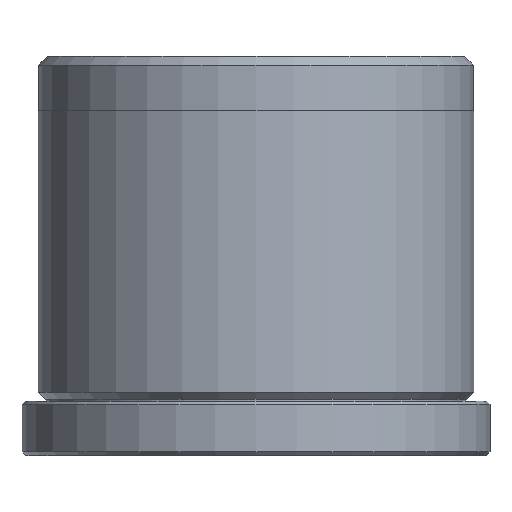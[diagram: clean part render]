
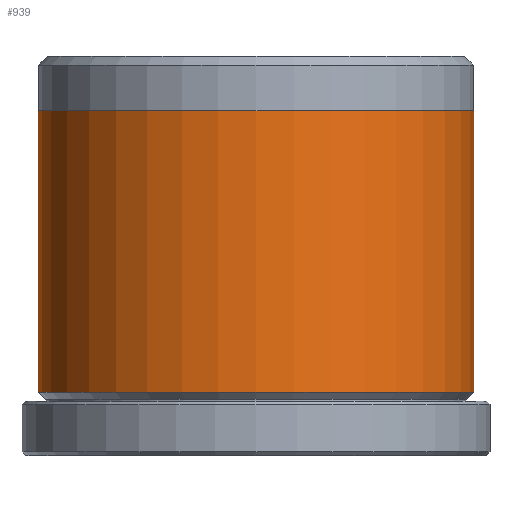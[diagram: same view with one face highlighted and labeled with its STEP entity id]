
A CAD part, front view. The second image highlights one B-rep face of the part: STEP entity #939.
In plain terms, the highlighted cylindrical face has radius 12 mm (diameter 24 mm), a partial arc.
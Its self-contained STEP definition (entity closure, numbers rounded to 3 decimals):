
#215 = VERTEX_POINT ( 'NONE', #2277 ) ;
#227 = AXIS2_PLACEMENT_3D ( 'NONE', #1467, #1514, #1453 ) ;
#228 = VECTOR ( 'NONE', #389, 1000. ) ;
#348 = VERTEX_POINT ( 'NONE', #1505 ) ;
#376 = VERTEX_POINT ( 'NONE', #1520 ) ;
#389 = DIRECTION ( 'NONE',  ( 0., 0., -1. ) ) ;
#460 = ORIENTED_EDGE ( 'NONE', *, *, #2166, .F. ) ;
#467 = CIRCLE ( 'NONE', #1020, 12. ) ;
#498 = CARTESIAN_POINT ( 'NONE',  ( -12., 0., 3.5 ) ) ;
#515 = EDGE_CURVE ( 'NONE', #215, #579, #1375, .T. ) ;
#523 = FACE_OUTER_BOUND ( 'NONE', #1175, .T. ) ;
#564 = CARTESIAN_POINT ( 'NONE',  ( 12., 0., 22. ) ) ;
#579 = VERTEX_POINT ( 'NONE', #498 ) ;
#674 = EDGE_CURVE ( 'NONE', #376, #579, #1511, .T. ) ;
#686 = DIRECTION ( 'NONE',  ( 0., 0., -1. ) ) ;
#731 = DIRECTION ( 'NONE',  ( 0., 0., 1. ) ) ;
#761 = CARTESIAN_POINT ( 'NONE',  ( -12., 0., 22. ) ) ;
#934 = CYLINDRICAL_SURFACE ( 'NONE', #227, 12. ) ;
#939 = ADVANCED_FACE ( 'NONE', ( #523 ), #934, .T. ) ;
#1020 = AXIS2_PLACEMENT_3D ( 'NONE', #1809, #731, #1989 ) ;
#1175 = EDGE_LOOP ( 'NONE', ( #1474, #460, #1423, #2232 ) ) ;
#1292 = AXIS2_PLACEMENT_3D ( 'NONE', #1374, #1438, #1426 ) ;
#1374 = CARTESIAN_POINT ( 'NONE',  ( 0., 0., 3.5 ) ) ;
#1375 = LINE ( 'NONE', #761, #2212 ) ;
#1423 = ORIENTED_EDGE ( 'NONE', *, *, #515, .T. ) ;
#1426 = DIRECTION ( 'NONE',  ( -1., 0., 0. ) ) ;
#1438 = DIRECTION ( 'NONE',  ( 0., 0., -1. ) ) ;
#1453 = DIRECTION ( 'NONE',  ( -1., 0., 0. ) ) ;
#1467 = CARTESIAN_POINT ( 'NONE',  ( 0., 0., 22. ) ) ;
#1474 = ORIENTED_EDGE ( 'NONE', *, *, #1768, .F. ) ;
#1505 = CARTESIAN_POINT ( 'NONE',  ( 12., 0., 19. ) ) ;
#1511 = CIRCLE ( 'NONE', #1292, 12. ) ;
#1514 = DIRECTION ( 'NONE',  ( 0., 0., -1. ) ) ;
#1520 = CARTESIAN_POINT ( 'NONE',  ( 12., 0., 3.5 ) ) ;
#1768 = EDGE_CURVE ( 'NONE', #348, #376, #2198, .T. ) ;
#1809 = CARTESIAN_POINT ( 'NONE',  ( 0., 0., 19. ) ) ;
#1989 = DIRECTION ( 'NONE',  ( 1., 0., 0. ) ) ;
#2166 = EDGE_CURVE ( 'NONE', #215, #348, #467, .T. ) ;
#2198 = LINE ( 'NONE', #564, #228 ) ;
#2212 = VECTOR ( 'NONE', #686, 1000. ) ;
#2232 = ORIENTED_EDGE ( 'NONE', *, *, #674, .F. ) ;
#2277 = CARTESIAN_POINT ( 'NONE',  ( -12., 0., 19. ) ) ;
